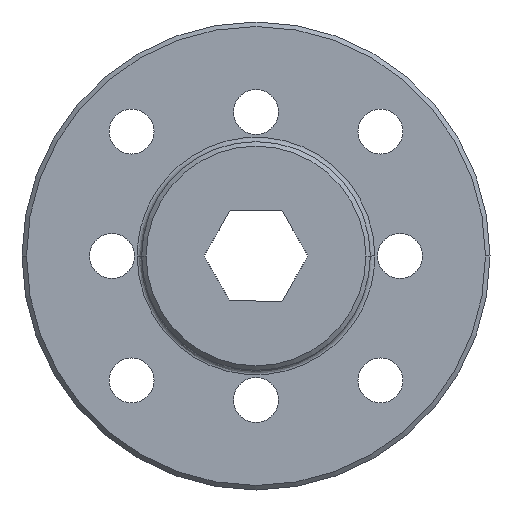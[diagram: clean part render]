
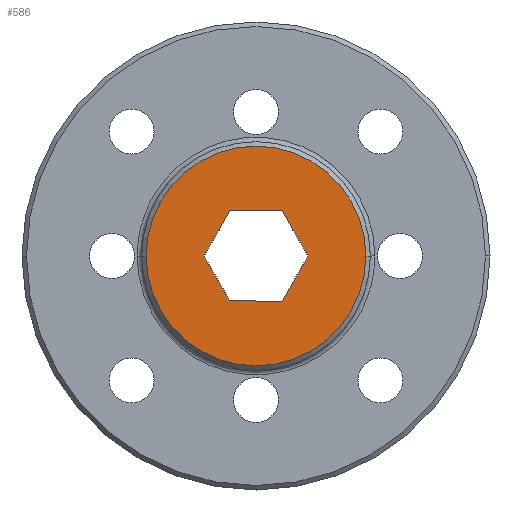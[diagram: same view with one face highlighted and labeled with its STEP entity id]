
A CAD part, front view. The second image highlights one B-rep face of the part: STEP entity #586.
In plain terms, the highlighted planar face has unit normal (0, -1, 0).
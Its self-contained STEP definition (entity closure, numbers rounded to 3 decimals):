
#7 = AXIS2_PLACEMENT_3D ( 'NONE', #185, #80, #956 ) ;
#26 = EDGE_LOOP ( 'NONE', ( #1298, #600 ) ) ;
#38 = VERTEX_POINT ( 'NONE', #849 ) ;
#45 = VERTEX_POINT ( 'NONE', #953 ) ;
#55 = ORIENTED_EDGE ( 'NONE', *, *, #664, .T. ) ;
#68 = DIRECTION ( 'NONE',  ( -1., 0., 0. ) ) ;
#80 = DIRECTION ( 'NONE',  ( 0., 1., 0. ) ) ;
#83 = DIRECTION ( 'NONE',  ( 0.5, 0., -0.866 ) ) ;
#158 = CARTESIAN_POINT ( 'NONE',  ( -1.443, 0., -2.5 ) ) ;
#161 = VECTOR ( 'NONE', #391, 1000. ) ;
#185 = CARTESIAN_POINT ( 'NONE',  ( 0., 0., 0. ) ) ;
#224 = LINE ( 'NONE', #811, #161 ) ;
#315 = AXIS2_PLACEMENT_3D ( 'NONE', #948, #1297, #68 ) ;
#324 = VERTEX_POINT ( 'NONE', #807 ) ;
#364 = LINE ( 'NONE', #1163, #1395 ) ;
#369 = EDGE_CURVE ( 'NONE', #38, #635, #1477, .T. ) ;
#391 = DIRECTION ( 'NONE',  ( -0.5, 0., -0.866 ) ) ;
#417 = VECTOR ( 'NONE', #83, 1000. ) ;
#424 = CARTESIAN_POINT ( 'NONE',  ( 1.443, 0., 2.5 ) ) ;
#465 = CARTESIAN_POINT ( 'NONE',  ( 6.1, 0., 0. ) ) ;
#469 = ORIENTED_EDGE ( 'NONE', *, *, #557, .T. ) ;
#518 = PLANE ( 'NONE',  #315 ) ;
#534 = EDGE_CURVE ( 'NONE', #813, #45, #364, .T. ) ;
#546 = ORIENTED_EDGE ( 'NONE', *, *, #1240, .T. ) ;
#551 = VECTOR ( 'NONE', #1413, 1000. ) ;
#557 = EDGE_CURVE ( 'NONE', #635, #1234, #755, .T. ) ;
#586 = ADVANCED_FACE ( 'NONE', ( #588, #1453 ), #518, .F. ) ;
#588 = FACE_BOUND ( 'NONE', #1459, .T. ) ;
#597 = CARTESIAN_POINT ( 'NONE',  ( -6.1, 0., 0. ) ) ;
#600 = ORIENTED_EDGE ( 'NONE', *, *, #1165, .F. ) ;
#606 = DIRECTION ( 'NONE',  ( 1., 0., 0. ) ) ;
#624 = CARTESIAN_POINT ( 'NONE',  ( -1.443, 0., 2.5 ) ) ;
#635 = VERTEX_POINT ( 'NONE', #1397 ) ;
#664 = EDGE_CURVE ( 'NONE', #45, #324, #1112, .T. ) ;
#706 = DIRECTION ( 'NONE',  ( -0.5, 0., 0.866 ) ) ;
#714 = ORIENTED_EDGE ( 'NONE', *, *, #369, .T. ) ;
#729 = DIRECTION ( 'NONE',  ( -1., 0., 0. ) ) ;
#755 = LINE ( 'NONE', #158, #881 ) ;
#758 = ORIENTED_EDGE ( 'NONE', *, *, #915, .T. ) ;
#785 = CIRCLE ( 'NONE', #789, 6.1 ) ;
#789 = AXIS2_PLACEMENT_3D ( 'NONE', #810, #833, #729 ) ;
#795 = VERTEX_POINT ( 'NONE', #465 ) ;
#807 = CARTESIAN_POINT ( 'NONE',  ( 2.887, 0., 0. ) ) ;
#810 = CARTESIAN_POINT ( 'NONE',  ( 0., 0., 0. ) ) ;
#811 = CARTESIAN_POINT ( 'NONE',  ( 2.887, 0., 0. ) ) ;
#813 = VERTEX_POINT ( 'NONE', #624 ) ;
#833 = DIRECTION ( 'NONE',  ( 0., 1., 0. ) ) ;
#849 = CARTESIAN_POINT ( 'NONE',  ( 1.443, 0., -2.5 ) ) ;
#881 = VECTOR ( 'NONE', #706, 1000. ) ;
#915 = EDGE_CURVE ( 'NONE', #1234, #813, #1289, .T. ) ;
#948 = CARTESIAN_POINT ( 'NONE',  ( 6.35, 0., 0. ) ) ;
#953 = CARTESIAN_POINT ( 'NONE',  ( 1.443, 0., 2.5 ) ) ;
#956 = DIRECTION ( 'NONE',  ( -1., 0., 0. ) ) ;
#1017 = DIRECTION ( 'NONE',  ( -1., 0., 0. ) ) ;
#1032 = CARTESIAN_POINT ( 'NONE',  ( 1.443, 0., -2.5 ) ) ;
#1052 = VERTEX_POINT ( 'NONE', #597 ) ;
#1063 = CARTESIAN_POINT ( 'NONE',  ( -2.887, 0., 0. ) ) ;
#1067 = CIRCLE ( 'NONE', #7, 6.1 ) ;
#1110 = EDGE_CURVE ( 'NONE', #1052, #795, #785, .T. ) ;
#1112 = LINE ( 'NONE', #424, #417 ) ;
#1163 = CARTESIAN_POINT ( 'NONE',  ( -1.443, 0., 2.5 ) ) ;
#1165 = EDGE_CURVE ( 'NONE', #795, #1052, #1067, .T. ) ;
#1234 = VERTEX_POINT ( 'NONE', #1427 ) ;
#1240 = EDGE_CURVE ( 'NONE', #324, #38, #224, .T. ) ;
#1289 = LINE ( 'NONE', #1063, #551 ) ;
#1297 = DIRECTION ( 'NONE',  ( 0., 1., 0. ) ) ;
#1298 = ORIENTED_EDGE ( 'NONE', *, *, #1110, .F. ) ;
#1300 = ORIENTED_EDGE ( 'NONE', *, *, #534, .T. ) ;
#1353 = VECTOR ( 'NONE', #1017, 1000. ) ;
#1395 = VECTOR ( 'NONE', #606, 1000. ) ;
#1397 = CARTESIAN_POINT ( 'NONE',  ( -1.443, 0., -2.5 ) ) ;
#1413 = DIRECTION ( 'NONE',  ( 0.5, 0., 0.866 ) ) ;
#1427 = CARTESIAN_POINT ( 'NONE',  ( -2.887, 0., 0. ) ) ;
#1453 = FACE_OUTER_BOUND ( 'NONE', #26, .T. ) ;
#1459 = EDGE_LOOP ( 'NONE', ( #55, #546, #714, #469, #758, #1300 ) ) ;
#1477 = LINE ( 'NONE', #1032, #1353 ) ;
